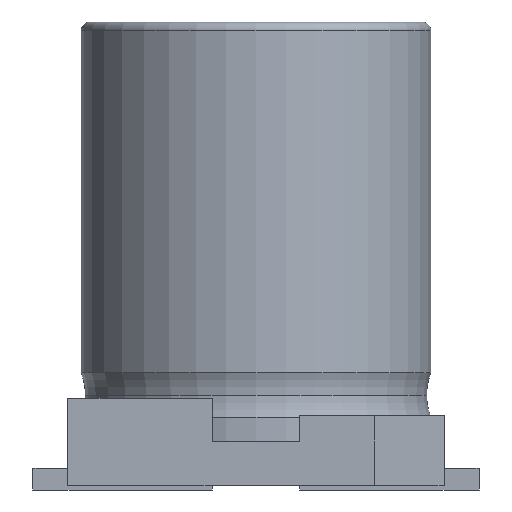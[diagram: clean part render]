
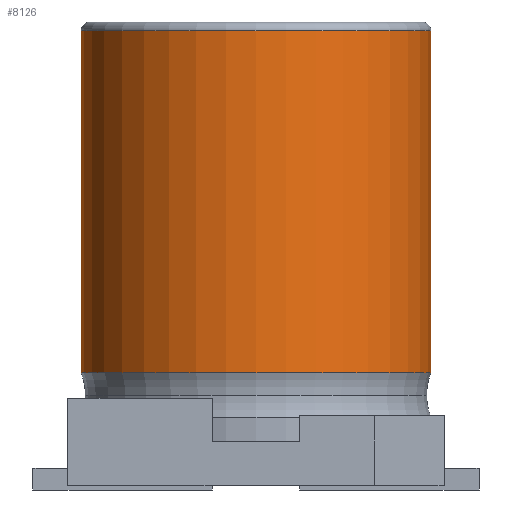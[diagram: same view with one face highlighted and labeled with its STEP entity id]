
A CAD part, front view. The second image highlights one B-rep face of the part: STEP entity #8126.
In plain terms, the highlighted cylindrical face has radius 2 mm (diameter 4 mm), a partial arc.
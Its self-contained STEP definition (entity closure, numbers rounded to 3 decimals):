
#399 = CIRCLE ( 'NONE', #12306, 2. ) ;
#806 = CARTESIAN_POINT ( 'NONE',  ( -2., 0., 1.289 ) ) ;
#855 = VERTEX_POINT ( 'NONE', #806 ) ;
#1183 = ORIENTED_EDGE ( 'NONE', *, *, #1627, .T. ) ;
#1202 = ORIENTED_EDGE ( 'NONE', *, *, #11945, .F. ) ;
#1385 = CARTESIAN_POINT ( 'NONE',  ( 0., 0., 5.2 ) ) ;
#1460 = AXIS2_PLACEMENT_3D ( 'NONE', #1385, #12040, #4580 ) ;
#1486 = AXIS2_PLACEMENT_3D ( 'NONE', #7393, #12811, #6423 ) ;
#1627 = EDGE_CURVE ( 'NONE', #11165, #855, #2430, .T. ) ;
#1821 = VERTEX_POINT ( 'NONE', #2205 ) ;
#1881 = CARTESIAN_POINT ( 'NONE',  ( -2., 0., 5.2 ) ) ;
#2059 = FACE_OUTER_BOUND ( 'NONE', #11901, .T. ) ;
#2205 = CARTESIAN_POINT ( 'NONE',  ( 2., 0., 5.2 ) ) ;
#2220 = DIRECTION ( 'NONE',  ( 0., 0., -1. ) ) ;
#2430 = LINE ( 'NONE', #10782, #7569 ) ;
#2843 = DIRECTION ( 'NONE',  ( 1., 0., 0. ) ) ;
#3327 = CARTESIAN_POINT ( 'NONE',  ( 2., 0., 16.257 ) ) ;
#3536 = DIRECTION ( 'NONE',  ( 0., 0., -1. ) ) ;
#3765 = DIRECTION ( 'NONE',  ( 0., 0., 1. ) ) ;
#3888 = CARTESIAN_POINT ( 'NONE',  ( 0., 0., 1.289 ) ) ;
#4008 = ORIENTED_EDGE ( 'NONE', *, *, #8433, .T. ) ;
#4580 = DIRECTION ( 'NONE',  ( 1., 0., 0. ) ) ;
#5229 = ORIENTED_EDGE ( 'NONE', *, *, #9257, .T. ) ;
#6423 = DIRECTION ( 'NONE',  ( -1., 0., 0. ) ) ;
#7186 = CIRCLE ( 'NONE', #1460, 2. ) ;
#7393 = CARTESIAN_POINT ( 'NONE',  ( 0., 0., 16.257 ) ) ;
#7569 = VECTOR ( 'NONE', #3536, 1000. ) ;
#8126 = ADVANCED_FACE ( 'NONE', ( #2059 ), #9459, .T. ) ;
#8433 = EDGE_CURVE ( 'NONE', #1821, #11165, #7186, .T. ) ;
#9257 = EDGE_CURVE ( 'NONE', #855, #11835, #399, .T. ) ;
#9459 = CYLINDRICAL_SURFACE ( 'NONE', #1486, 2. ) ;
#10224 = CARTESIAN_POINT ( 'NONE',  ( 2., 0., 1.289 ) ) ;
#10782 = CARTESIAN_POINT ( 'NONE',  ( -2., 0., 16.257 ) ) ;
#11041 = VECTOR ( 'NONE', #2220, 1000. ) ;
#11165 = VERTEX_POINT ( 'NONE', #1881 ) ;
#11835 = VERTEX_POINT ( 'NONE', #10224 ) ;
#11901 = EDGE_LOOP ( 'NONE', ( #1202, #4008, #1183, #5229 ) ) ;
#11945 = EDGE_CURVE ( 'NONE', #1821, #11835, #12563, .T. ) ;
#12040 = DIRECTION ( 'NONE',  ( 0., 0., -1. ) ) ;
#12306 = AXIS2_PLACEMENT_3D ( 'NONE', #3888, #3765, #2843 ) ;
#12563 = LINE ( 'NONE', #3327, #11041 ) ;
#12811 = DIRECTION ( 'NONE',  ( 0., 0., -1. ) ) ;
